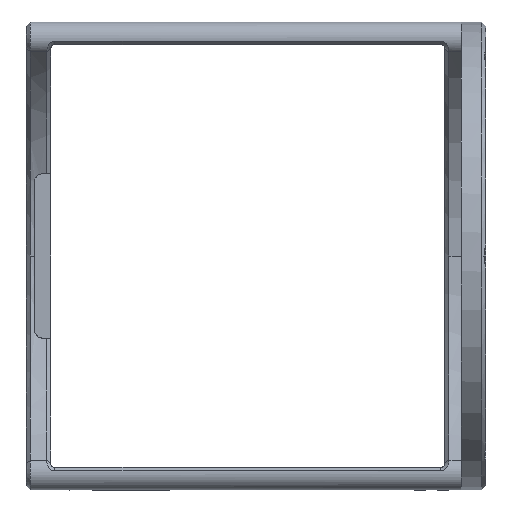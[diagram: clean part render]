
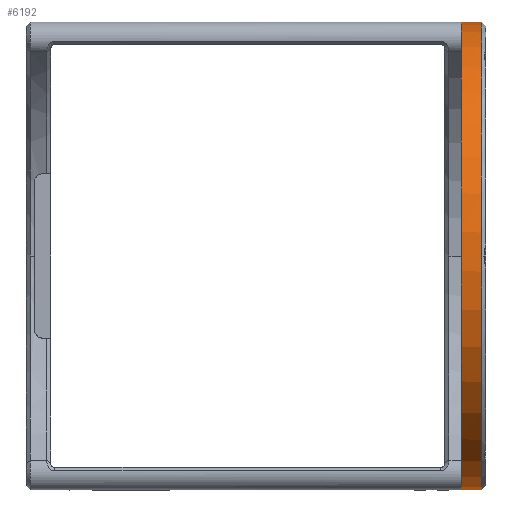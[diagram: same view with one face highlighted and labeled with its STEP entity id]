
A CAD part, left-side view. The second image highlights one B-rep face of the part: STEP entity #6192.
In plain terms, the highlighted cylindrical face has radius 28.5 mm (diameter 57 mm), a partial arc.
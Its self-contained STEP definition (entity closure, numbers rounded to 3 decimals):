
#140 = CARTESIAN_POINT ( 'NONE',  ( -9.183, 3.12, -27.044 ) ) ;
#172 = CARTESIAN_POINT ( 'NONE',  ( -9.178, 5.62, -27.047 ) ) ;
#215 = CARTESIAN_POINT ( 'NONE',  ( -1.865, 3.12, 28.5 ) ) ;
#289 = CARTESIAN_POINT ( 'NONE',  ( -7.389, 3.12, 27.588 ) ) ;
#412 = CARTESIAN_POINT ( 'NONE',  ( 0., 5.62, 28.5 ) ) ;
#456 = EDGE_CURVE ( 'NONE', #2148, #980, #973, .T. ) ;
#646 = CARTESIAN_POINT ( 'NONE',  ( 0., 3.12, -28.5 ) ) ;
#675 = CARTESIAN_POINT ( 'NONE',  ( -7.395, 5.62, -27.587 ) ) ;
#713 = CARTESIAN_POINT ( 'NONE',  ( -12.635, 5.62, 25.615 ) ) ;
#749 = CARTESIAN_POINT ( 'NONE',  ( -21.475, 5.62, 18.83 ) ) ;
#789 = CARTESIAN_POINT ( 'NONE',  ( -18.83, 5.62, 21.476 ) ) ;
#797 = CARTESIAN_POINT ( 'NONE',  ( 0., 5.62, -28.5 ) ) ;
#832 = CARTESIAN_POINT ( 'NONE',  ( -25.617, 3.12, -12.63 ) ) ;
#868 = CARTESIAN_POINT ( 'NONE',  ( -7.39, 3.12, -27.588 ) ) ;
#973 = B_SPLINE_CURVE_WITH_KNOTS ( 'NONE', 3,
 ( #3041, #3758, #3679, #868, #140, #6517, #1917, #4325, #1465, #4822, #7123, #4172, #832, #2515, #6629, #2030, #4287, #4859, #1952, #6477, #5985, #5386, #2435, #1317, #4744, #3117, #6589, #5425, #4249, #6065, #289, #7044, #215, #1429 ),
 .UNSPECIFIED., .F., .F.,
 ( 4, 2, 2, 2, 2, 2, 2, 2, 2, 2, 2, 2, 2, 2, 2, 2, 4 ),
 ( 0., 0.063, 0.125, 0.188, 0.25, 0.313, 0.375, 0.438, 0.5, 0.562, 0.625, 0.687, 0.75, 0.813, 0.875, 0.938, 1. ),
 .UNSPECIFIED. ) ;
#980 = VERTEX_POINT ( 'NONE', #5408 ) ;
#1197 = CARTESIAN_POINT ( 'NONE',  ( -28.5, 5.62, 1.871 ) ) ;
#1237 = CARTESIAN_POINT ( 'NONE',  ( 0., 5.62, 28.5 ) ) ;
#1274 = CARTESIAN_POINT ( 'NONE',  ( -25.615, 5.62, 12.635 ) ) ;
#1310 = CARTESIAN_POINT ( 'NONE',  ( -24.736, 5.62, -14.278 ) ) ;
#1317 = CARTESIAN_POINT ( 'NONE',  ( -22.661, 3.12, 17.385 ) ) ;
#1348 = CARTESIAN_POINT ( 'NONE',  ( -14.278, 5.62, 24.736 ) ) ;
#1429 = CARTESIAN_POINT ( 'NONE',  ( 0., 3.12, 28.5 ) ) ;
#1465 = CARTESIAN_POINT ( 'NONE',  ( -18.834, 3.12, -21.472 ) ) ;
#1794 = CARTESIAN_POINT ( 'NONE',  ( -7.395, 5.62, 27.587 ) ) ;
#1911 = CARTESIAN_POINT ( 'NONE',  ( -3.725, 5.62, -28.317 ) ) ;
#1917 = CARTESIAN_POINT ( 'NONE',  ( -14.283, 3.12, -24.733 ) ) ;
#1947 = CARTESIAN_POINT ( 'NONE',  ( -27.047, 5.62, -9.178 ) ) ;
#1952 = CARTESIAN_POINT ( 'NONE',  ( -28.316, 3.12, 3.731 ) ) ;
#1959 = ORIENTED_EDGE ( 'NONE', *, *, #4810, .F. ) ;
#2030 = CARTESIAN_POINT ( 'NONE',  ( -28.316, 3.12, -3.731 ) ) ;
#2148 = VERTEX_POINT ( 'NONE', #646 ) ;
#2392 = CARTESIAN_POINT ( 'NONE',  ( -28.317, 5.62, 3.725 ) ) ;
#2428 = CARTESIAN_POINT ( 'NONE',  ( -1.871, 5.62, -28.5 ) ) ;
#2435 = CARTESIAN_POINT ( 'NONE',  ( -24.733, 3.12, 14.283 ) ) ;
#2515 = CARTESIAN_POINT ( 'NONE',  ( -27.044, 3.12, -9.183 ) ) ;
#2733 = EDGE_CURVE ( 'NONE', #7381, #2148, #5074, .T. ) ;
#2919 = CARTESIAN_POINT ( 'NONE',  ( -25.615, 5.62, -12.635 ) ) ;
#2956 = CARTESIAN_POINT ( 'NONE',  ( -28.5, 5.62, -1.871 ) ) ;
#3041 = CARTESIAN_POINT ( 'NONE',  ( 0., 3.12, -28.5 ) ) ;
#3117 = CARTESIAN_POINT ( 'NONE',  ( -18.834, 3.12, 21.472 ) ) ;
#3488 = DIRECTION ( 'NONE',  ( 1., 0., 0. ) ) ;
#3490 = CARTESIAN_POINT ( 'NONE',  ( -18.83, 5.62, -21.475 ) ) ;
#3638 = CARTESIAN_POINT ( 'NONE',  ( -21.476, 5.62, -18.83 ) ) ;
#3679 = CARTESIAN_POINT ( 'NONE',  ( -3.731, 3.12, -28.316 ) ) ;
#3758 = CARTESIAN_POINT ( 'NONE',  ( -1.865, 3.12, -28.5 ) ) ;
#3916 = ORIENTED_EDGE ( 'NONE', *, *, #2733, .T. ) ;
#4010 = DIRECTION ( 'NONE',  ( 0., 1., 0. ) ) ;
#4167 = CARTESIAN_POINT ( 'NONE',  ( -14.278, 5.62, -24.736 ) ) ;
#4172 = CARTESIAN_POINT ( 'NONE',  ( -24.733, 3.12, -14.283 ) ) ;
#4207 = CARTESIAN_POINT ( 'NONE',  ( -27.587, 5.62, -7.395 ) ) ;
#4243 = CARTESIAN_POINT ( 'NONE',  ( -17.389, 5.62, 22.657 ) ) ;
#4249 = CARTESIAN_POINT ( 'NONE',  ( -12.63, 3.12, 25.617 ) ) ;
#4287 = CARTESIAN_POINT ( 'NONE',  ( -28.5, 3.12, -1.865 ) ) ;
#4325 = CARTESIAN_POINT ( 'NONE',  ( -17.385, 3.12, -22.661 ) ) ;
#4435 = CARTESIAN_POINT ( 'NONE',  ( 0., 5.62, -28.5 ) ) ;
#4596 = B_SPLINE_CURVE_WITH_KNOTS ( 'NONE', 3,
 ( #6090, #5488, #4922, #7227 ),
 .UNSPECIFIED., .F., .F.,
 ( 4, 4 ),
 ( 0., 1. ),
 .UNSPECIFIED. ) ;
#4699 = CARTESIAN_POINT ( 'NONE',  ( -9.178, 5.62, 27.047 ) ) ;
#4738 = CARTESIAN_POINT ( 'NONE',  ( -3.725, 5.62, 28.317 ) ) ;
#4744 = CARTESIAN_POINT ( 'NONE',  ( -21.471, 3.12, 18.834 ) ) ;
#4810 = EDGE_CURVE ( 'NONE', #6967, #980, #4596, .T. ) ;
#4822 = CARTESIAN_POINT ( 'NONE',  ( -21.472, 3.12, -18.834 ) ) ;
#4824 = CARTESIAN_POINT ( 'NONE',  ( 0., 3.12, -28.5 ) ) ;
#4859 = CARTESIAN_POINT ( 'NONE',  ( -28.5, 3.12, 1.865 ) ) ;
#4922 = CARTESIAN_POINT ( 'NONE',  ( 0., 3.953, 28.5 ) ) ;
#4993 = B_SPLINE_CURVE_WITH_KNOTS ( 'NONE', 3,
 ( #6471, #2428, #1911, #675, #172, #5230, #4167, #6965, #3490, #3638, #6435, #1310, #2919, #1947, #4207, #6398, #2956, #1197, #2392, #5903, #7038, #1274, #7078, #5826, #749, #789, #4243, #1348, #713, #4699, #1794, #4738, #6510, #1237 ),
 .UNSPECIFIED., .F., .F.,
 ( 4, 2, 2, 2, 2, 2, 2, 2, 2, 2, 2, 2, 2, 2, 2, 2, 4 ),
 ( 0., 0.063, 0.125, 0.188, 0.25, 0.313, 0.375, 0.438, 0.5, 0.563, 0.625, 0.688, 0.75, 0.813, 0.875, 0.938, 1. ),
 .UNSPECIFIED. ) ;
#5074 = B_SPLINE_CURVE_WITH_KNOTS ( 'NONE', 3,
 ( #797, #5987, #6556, #4824 ),
 .UNSPECIFIED., .F., .F.,
 ( 4, 4 ),
 ( 0., 1. ),
 .UNSPECIFIED. ) ;
#5230 = CARTESIAN_POINT ( 'NONE',  ( -12.635, 5.62, -25.615 ) ) ;
#5253 = EDGE_LOOP ( 'NONE', ( #3916, #6760, #1959, #6111 ) ) ;
#5386 = CARTESIAN_POINT ( 'NONE',  ( -25.617, 3.12, 12.63 ) ) ;
#5387 = AXIS2_PLACEMENT_3D ( 'NONE', #5679, #4010, #3488 ) ;
#5408 = CARTESIAN_POINT ( 'NONE',  ( 0., 3.12, 28.5 ) ) ;
#5425 = CARTESIAN_POINT ( 'NONE',  ( -14.283, 3.12, 24.733 ) ) ;
#5488 = CARTESIAN_POINT ( 'NONE',  ( 0., 4.787, 28.5 ) ) ;
#5648 = CYLINDRICAL_SURFACE ( 'NONE', #5387, 28.5 ) ;
#5679 = CARTESIAN_POINT ( 'NONE',  ( 0., 0., 0. ) ) ;
#5826 = CARTESIAN_POINT ( 'NONE',  ( -22.657, 5.62, 17.389 ) ) ;
#5903 = CARTESIAN_POINT ( 'NONE',  ( -27.587, 5.62, 7.395 ) ) ;
#5985 = CARTESIAN_POINT ( 'NONE',  ( -27.044, 3.12, 9.183 ) ) ;
#5987 = CARTESIAN_POINT ( 'NONE',  ( 0., 4.787, -28.5 ) ) ;
#6065 = CARTESIAN_POINT ( 'NONE',  ( -9.183, 3.12, 27.044 ) ) ;
#6090 = CARTESIAN_POINT ( 'NONE',  ( 0., 5.62, 28.5 ) ) ;
#6111 = ORIENTED_EDGE ( 'NONE', *, *, #7163, .F. ) ;
#6192 = ADVANCED_FACE ( 'NONE', ( #7419 ), #5648, .T. ) ;
#6398 = CARTESIAN_POINT ( 'NONE',  ( -28.317, 5.62, -3.725 ) ) ;
#6435 = CARTESIAN_POINT ( 'NONE',  ( -22.657, 5.62, -17.389 ) ) ;
#6471 = CARTESIAN_POINT ( 'NONE',  ( 0., 5.62, -28.5 ) ) ;
#6477 = CARTESIAN_POINT ( 'NONE',  ( -27.588, 3.12, 7.39 ) ) ;
#6510 = CARTESIAN_POINT ( 'NONE',  ( -1.872, 5.62, 28.5 ) ) ;
#6517 = CARTESIAN_POINT ( 'NONE',  ( -12.63, 3.12, -25.617 ) ) ;
#6556 = CARTESIAN_POINT ( 'NONE',  ( 0., 3.953, -28.5 ) ) ;
#6589 = CARTESIAN_POINT ( 'NONE',  ( -17.385, 3.12, 22.661 ) ) ;
#6629 = CARTESIAN_POINT ( 'NONE',  ( -27.588, 3.12, -7.39 ) ) ;
#6760 = ORIENTED_EDGE ( 'NONE', *, *, #456, .T. ) ;
#6965 = CARTESIAN_POINT ( 'NONE',  ( -17.389, 5.62, -22.657 ) ) ;
#6967 = VERTEX_POINT ( 'NONE', #412 ) ;
#7038 = CARTESIAN_POINT ( 'NONE',  ( -27.047, 5.62, 9.178 ) ) ;
#7044 = CARTESIAN_POINT ( 'NONE',  ( -3.731, 3.12, 28.316 ) ) ;
#7078 = CARTESIAN_POINT ( 'NONE',  ( -24.736, 5.62, 14.278 ) ) ;
#7123 = CARTESIAN_POINT ( 'NONE',  ( -22.661, 3.12, -17.385 ) ) ;
#7163 = EDGE_CURVE ( 'NONE', #7381, #6967, #4993, .T. ) ;
#7227 = CARTESIAN_POINT ( 'NONE',  ( 0., 3.12, 28.5 ) ) ;
#7381 = VERTEX_POINT ( 'NONE', #4435 ) ;
#7419 = FACE_OUTER_BOUND ( 'NONE', #5253, .T. ) ;
